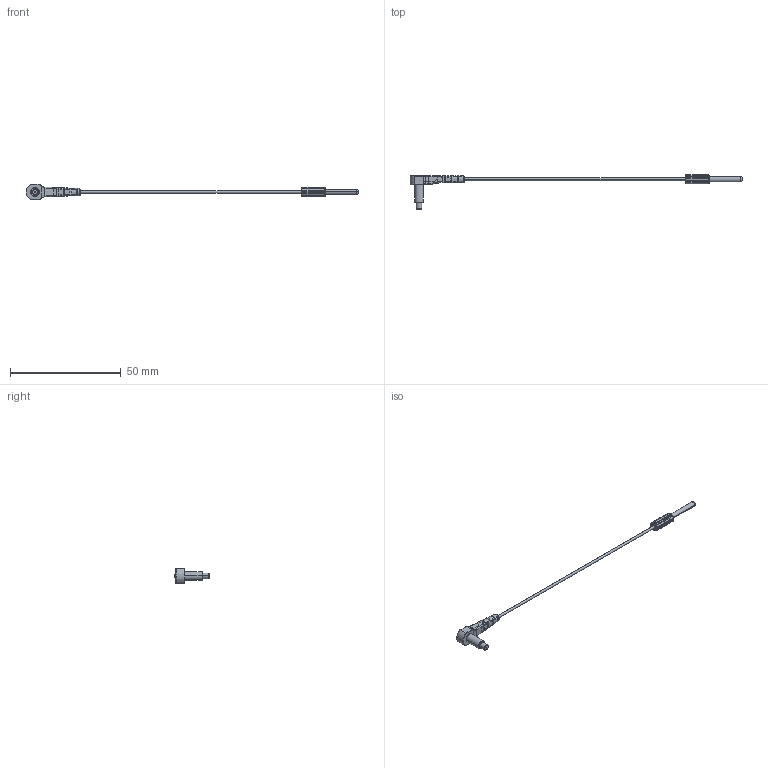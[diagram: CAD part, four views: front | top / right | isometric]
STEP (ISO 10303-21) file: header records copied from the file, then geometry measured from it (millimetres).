
FILE_DESCRIPTION((''),'2;1');
FILE_NAME('ASM0001_ASM','2020-10-08T',('user1'),(''),'PRO/ENGINEER BY PARAMETRIC TECHNOLOGY CORPORATION, 2013430','PRO/ENGINEER BY PARAMETRIC TECHNOLOGY CORPORATION, 2013430','');
FILE_SCHEMA(('CONFIG_CONTROL_DESIGN'));
Length unit declared in the file: millimetre
Products named in the file (4): HEAD-T01; PTD320-H; R40-10; ASM0001_ASM
Assembly tree (3 placements, depth 2):
  ASM0001_ASM
    HEAD-T01
    PTD320-H
    R40-10
Bounding box: 150.2 x 15.5 x 7 mm (x, y, z)
Volume: 821.7 mm3; surface area: 1426.7 mm2
Topology: 3 solids, 3 shells, 316 faces, 800 edges, 494 vertices
Faces by surface type: cylinder 106, bspline 98, plane 86, torus 14, cone 10, sphere 2
Entity records: 15376 total; most frequent: CARTESIAN_POINT 8656, ORIENTED_EDGE 1600, DIRECTION 1066, EDGE_CURVE 800, VERTEX_POINT 494, AXIS2_PLACEMENT_3D 410, B_SPLINE_CURVE_WITH_KNOTS 369, EDGE_LOOP 322
